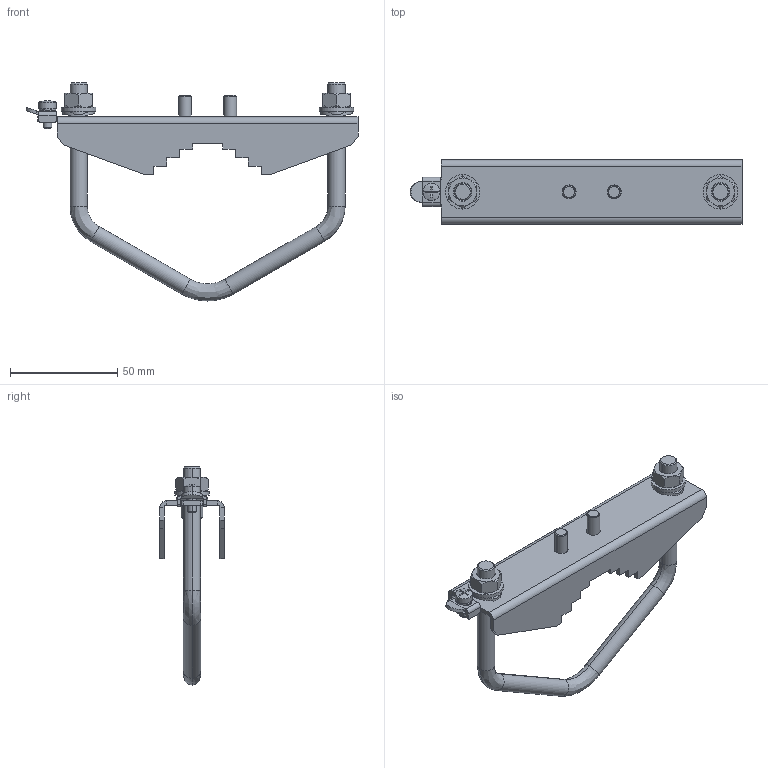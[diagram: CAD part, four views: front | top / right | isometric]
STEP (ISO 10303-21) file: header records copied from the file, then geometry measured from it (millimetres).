
FILE_DESCRIPTION (( 'STEP AP214' ), '1' );
FILE_NAME ('XATMT-71597448.STEP', '2023-03-08T21:27:33', ( '' ), ( '' ), 'SwSTEP 2.0', 'SolidWorks 2021', '' );
FILE_SCHEMA (( 'AUTOMOTIVE_DESIGN' ));
Length unit declared in the file: inch
Products named in the file (1): XATMT-71597448
Bounding box: 154.5 x 30 x 101.5 mm (x, y, z)
Volume: 34705.7 mm3; surface area: 28729.3 mm2
Topology: 2 solids, 2 shells, 355 faces, 871 edges, 517 vertices
Faces by surface type: plane 154, cylinder 132, cone 49, bspline 20
Entity records: 11372 total; most frequent: CARTESIAN_POINT 3256, ORIENTED_EDGE 1718, DIRECTION 1611, EDGE_CURVE 859, AXIS2_PLACEMENT_3D 580, VERTEX_POINT 517, VECTOR 451, LINE 451
